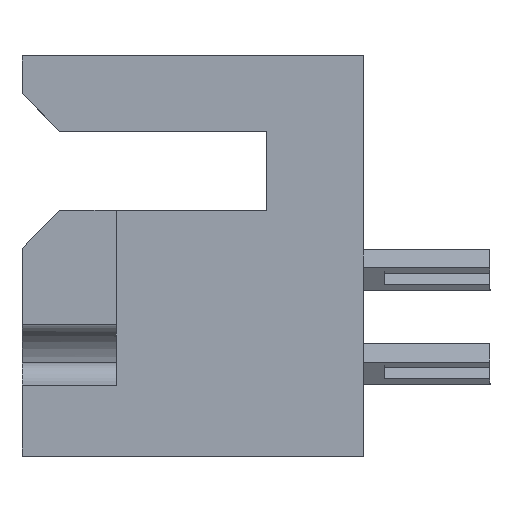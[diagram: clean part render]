
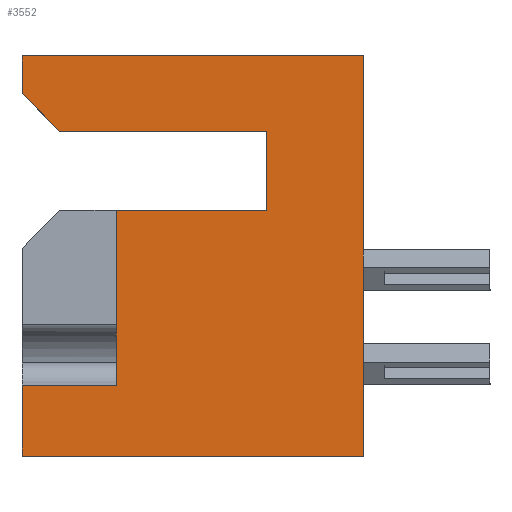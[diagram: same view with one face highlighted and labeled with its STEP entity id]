
A CAD part, left-side view. The second image highlights one B-rep face of the part: STEP entity #3552.
In plain terms, the highlighted planar face has unit normal (-1, 0, 0).
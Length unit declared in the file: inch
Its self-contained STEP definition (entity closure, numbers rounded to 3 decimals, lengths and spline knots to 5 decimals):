
#45 = LINE ( 'NONE', #9182, #19142 ) ;
#60 = VERTEX_POINT ( 'NONE', #9465 ) ;
#544 = VERTEX_POINT ( 'NONE', #3138 ) ;
#614 = CARTESIAN_POINT ( 'NONE',  ( 0., 0.128, -0.205 ) ) ;
#670 = CARTESIAN_POINT ( 'NONE',  ( 0., 0.453, -0.437 ) ) ;
#676 = DIRECTION ( 'NONE',  ( 0., 1., 0. ) ) ;
#948 = DIRECTION ( 'NONE',  ( 0., 0., 1. ) ) ;
#1587 = CARTESIAN_POINT ( 'NONE',  ( 0., 0.403, -0.1 ) ) ;
#1723 = EDGE_CURVE ( 'NONE', #13874, #2968, #4957, .T. ) ;
#1866 = EDGE_CURVE ( 'NONE', #13874, #18520, #8578, .T. ) ;
#2190 = EDGE_CURVE ( 'NONE', #19648, #10788, #3239, .T. ) ;
#2232 = VECTOR ( 'NONE', #2518, 39.37008 ) ;
#2340 = ORIENTED_EDGE ( 'NONE', *, *, #1723, .T. ) ;
#2435 = CARTESIAN_POINT ( 'NONE',  ( 0., 0.453, -0.531 ) ) ;
#2518 = DIRECTION ( 'NONE',  ( 0., 0., 1. ) ) ;
#2578 = ORIENTED_EDGE ( 'NONE', *, *, #4194, .F. ) ;
#2742 = EDGE_CURVE ( 'NONE', #11599, #9971, #6606, .T. ) ;
#2907 = CARTESIAN_POINT ( 'NONE',  ( 0., 0.453, -0.05 ) ) ;
#2968 = VERTEX_POINT ( 'NONE', #670 ) ;
#3138 = CARTESIAN_POINT ( 'NONE',  ( 0., 0.453, -0.531 ) ) ;
#3142 = LINE ( 'NONE', #3188, #14989 ) ;
#3188 = CARTESIAN_POINT ( 'NONE',  ( 0., 0.128, -0.205 ) ) ;
#3239 = LINE ( 'NONE', #15666, #14335 ) ;
#3478 = DIRECTION ( 'NONE',  ( 1., 0., 0. ) ) ;
#3552 = ADVANCED_FACE ( 'NONE', ( #19584 ), #8275, .F. ) ;
#4046 = CARTESIAN_POINT ( 'NONE',  ( 0., 0.328, -0.437 ) ) ;
#4126 = EDGE_CURVE ( 'NONE', #544, #19648, #5165, .T. ) ;
#4194 = EDGE_CURVE ( 'NONE', #8796, #4407, #7105, .T. ) ;
#4407 = VERTEX_POINT ( 'NONE', #12296 ) ;
#4418 = LINE ( 'NONE', #17819, #2232 ) ;
#4957 = LINE ( 'NONE', #11249, #19661 ) ;
#5069 = AXIS2_PLACEMENT_3D ( 'NONE', #11053, #3478, #5170 ) ;
#5165 = LINE ( 'NONE', #2435, #11210 ) ;
#5170 = DIRECTION ( 'NONE',  ( 0., 0., -1. ) ) ;
#5344 = EDGE_LOOP ( 'NONE', ( #2340, #14425, #10648, #13780, #11052, #5705, #7256, #15297, #2578, #7298, #19339 ) ) ;
#5486 = DIRECTION ( 'NONE',  ( 0., -1., 0. ) ) ;
#5632 = DIRECTION ( 'NONE',  ( 0., 0., 1. ) ) ;
#5705 = ORIENTED_EDGE ( 'NONE', *, *, #19706, .F. ) ;
#5723 = LINE ( 'NONE', #7121, #16102 ) ;
#6606 = LINE ( 'NONE', #15276, #11433 ) ;
#7105 = LINE ( 'NONE', #7122, #11446 ) ;
#7121 = CARTESIAN_POINT ( 'NONE',  ( 0., 0.453, 0. ) ) ;
#7122 = CARTESIAN_POINT ( 'NONE',  ( 0., 0.128, -0.1 ) ) ;
#7135 = VECTOR ( 'NONE', #5632, 39.37008 ) ;
#7256 = ORIENTED_EDGE ( 'NONE', *, *, #2742, .T. ) ;
#7298 = ORIENTED_EDGE ( 'NONE', *, *, #16163, .T. ) ;
#8275 = PLANE ( 'NONE',  #5069 ) ;
#8578 = LINE ( 'NONE', #16369, #7135 ) ;
#8796 = VERTEX_POINT ( 'NONE', #614 ) ;
#9182 = CARTESIAN_POINT ( 'NONE',  ( 0., 0.128, -0.1 ) ) ;
#9465 = CARTESIAN_POINT ( 'NONE',  ( 0., 0.453, 0. ) ) ;
#9971 = VERTEX_POINT ( 'NONE', #1587 ) ;
#10381 = CARTESIAN_POINT ( 'NONE',  ( 0., 0., -0.531 ) ) ;
#10648 = ORIENTED_EDGE ( 'NONE', *, *, #4126, .T. ) ;
#10788 = VERTEX_POINT ( 'NONE', #18122 ) ;
#11052 = ORIENTED_EDGE ( 'NONE', *, *, #13143, .F. ) ;
#11053 = CARTESIAN_POINT ( 'NONE',  ( 0., 0.453, 0. ) ) ;
#11103 = DIRECTION ( 'NONE',  ( 0., -0.707, -0.707 ) ) ;
#11210 = VECTOR ( 'NONE', #14876, 39.37008 ) ;
#11249 = CARTESIAN_POINT ( 'NONE',  ( 0., 0.328, -0.437 ) ) ;
#11433 = VECTOR ( 'NONE', #11103, 39.37008 ) ;
#11446 = VECTOR ( 'NONE', #948, 39.37008 ) ;
#11599 = VERTEX_POINT ( 'NONE', #2907 ) ;
#12096 = CARTESIAN_POINT ( 'NONE',  ( 0., 0.328, -0.205 ) ) ;
#12268 = DIRECTION ( 'NONE',  ( 0., 0., 1. ) ) ;
#12296 = CARTESIAN_POINT ( 'NONE',  ( 0., 0.128, -0.1 ) ) ;
#13143 = EDGE_CURVE ( 'NONE', #60, #10788, #5723, .T. ) ;
#13780 = ORIENTED_EDGE ( 'NONE', *, *, #2190, .T. ) ;
#13874 = VERTEX_POINT ( 'NONE', #4046 ) ;
#14335 = VECTOR ( 'NONE', #17206, 39.37008 ) ;
#14425 = ORIENTED_EDGE ( 'NONE', *, *, #14898, .F. ) ;
#14876 = DIRECTION ( 'NONE',  ( 0., -1., 0. ) ) ;
#14898 = EDGE_CURVE ( 'NONE', #544, #2968, #4418, .T. ) ;
#14989 = VECTOR ( 'NONE', #15412, 39.37008 ) ;
#15244 = EDGE_CURVE ( 'NONE', #4407, #9971, #45, .T. ) ;
#15276 = CARTESIAN_POINT ( 'NONE',  ( 0., 0.403, -0.1 ) ) ;
#15297 = ORIENTED_EDGE ( 'NONE', *, *, #15244, .F. ) ;
#15375 = VECTOR ( 'NONE', #12268, 39.37008 ) ;
#15412 = DIRECTION ( 'NONE',  ( 0., 1., 0. ) ) ;
#15666 = CARTESIAN_POINT ( 'NONE',  ( 0., 0., 0. ) ) ;
#15738 = DIRECTION ( 'NONE',  ( 0., 1., 0. ) ) ;
#16102 = VECTOR ( 'NONE', #5486, 39.37008 ) ;
#16163 = EDGE_CURVE ( 'NONE', #8796, #18520, #3142, .T. ) ;
#16369 = CARTESIAN_POINT ( 'NONE',  ( 0., 0.328, -0.205 ) ) ;
#17206 = DIRECTION ( 'NONE',  ( 0., 0., 1. ) ) ;
#17526 = LINE ( 'NONE', #18375, #15375 ) ;
#17819 = CARTESIAN_POINT ( 'NONE',  ( 0., 0.453, 0. ) ) ;
#18122 = CARTESIAN_POINT ( 'NONE',  ( 0., 0., 0. ) ) ;
#18375 = CARTESIAN_POINT ( 'NONE',  ( 0., 0.453, 0. ) ) ;
#18520 = VERTEX_POINT ( 'NONE', #12096 ) ;
#19142 = VECTOR ( 'NONE', #15738, 39.37008 ) ;
#19339 = ORIENTED_EDGE ( 'NONE', *, *, #1866, .F. ) ;
#19584 = FACE_OUTER_BOUND ( 'NONE', #5344, .T. ) ;
#19648 = VERTEX_POINT ( 'NONE', #10381 ) ;
#19661 = VECTOR ( 'NONE', #676, 39.37008 ) ;
#19706 = EDGE_CURVE ( 'NONE', #11599, #60, #17526, .T. ) ;
